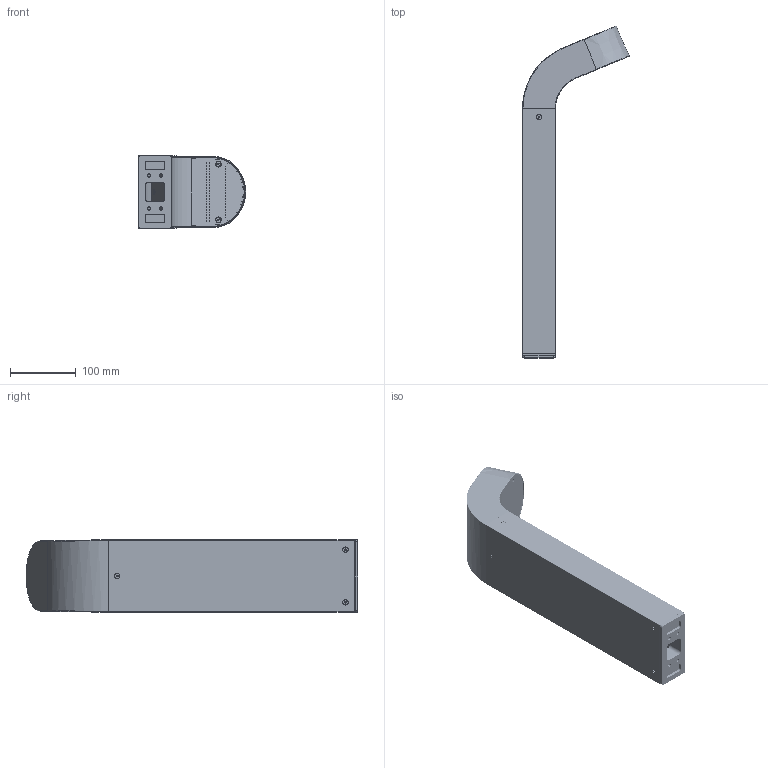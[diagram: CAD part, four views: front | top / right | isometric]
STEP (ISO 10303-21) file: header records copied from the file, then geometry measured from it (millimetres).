
FILE_DESCRIPTION (( 'STEP AP203' ), '1' );
FILE_NAME ('MOLDE_500.STEP', '2024-02-06T07:24:20', ( '' ), ( '' ), 'SwSTEP 2.0', 'SolidWorks 2022', '' );
FILE_SCHEMA (( 'CONFIG_CONTROL_DESIGN' ));
Length unit declared in the file: millimetre
Products named in the file (16): W11_GÓRA_M97_rs_W5 obr; M9780_W11_PODST BET_rs; WKR STOZ IMB M4x_rs_x10; W11_GÓRA KOMP_M97_rs_M9780C_Lumens EDC57C_rs; MOLDE_500; M6_rs; M9780_W11_PODST BET KOM_rs_5[mm]; POD 6,4_rs; W11_KSZT110x50x2_M97_rs_M9750D_Lumens EDC57C_BEZ CZUJ RUCHU_rs; W2_STOPA KOM_M97_rs; W11_SZYBKA_M97_rs_w2; W11_USZCZELKA_M97_rs; W2_STOPA ABS KOM_W11_M97_rs.SLDPRT_w22 bez tulejek z pogrubieniem; W2_STOPA ABS_W11_M97_rs_w22 bez tulejek z pogrubieniem; WKR STOZ IMB M4x_rs_x12; WKR STOZ IMB M4x_rs_x16
Assembly tree (23 placements, depth 4):
  MOLDE_500
    W11_GÓRA KOMP_M97_rs_M9780C_Lumens EDC57C_rs
      W11_GÓRA_M97_rs_W5 obr
      W11_SZYBKA_M97_rs_w2
      WKR STOZ IMB M4x_rs_x16  x2
      W11_USZCZELKA_M97_rs
    W2_STOPA KOM_M97_rs
      W2_STOPA ABS KOM_W11_M97_rs.SLDPRT_w22 bez tulejek z pogrubieniem
        W2_STOPA ABS_W11_M97_rs_w22 bez tulejek z pogrubieniem
    M9780_W11_PODST BET KOM_rs_5[mm]
      M9780_W11_PODST BET_rs
      POD 6,4_rs  x4
    WKR STOZ IMB M4x_rs_x10  x3
    WKR STOZ IMB M4x_rs_x12  x4
    W11_KSZT110x50x2_M97_rs_M9750D_Lumens EDC57C_BEZ CZUJ RUCHU_rs
  M6_rs
Bounding box: 162.84 x 504.68 x 110.61 mm (x, y, z)
Volume: 594494.4 mm3; surface area: 427349.7 mm2
Topology: 19 solids, 19 shells, 1803 faces, 7148 edges, 5323 vertices
Faces by surface type: sphere 1093, plane 271, cylinder 210, cone 133, bspline 59, torus 37
Entity records: 52551 total; most frequent: CARTESIAN_POINT 10368, DIRECTION 9318, ORIENTED_EDGE 7138, AXIS2_PLACEMENT_3D 4310, EDGE_CURVE 3569, VERTEX_POINT 2987, EDGE_LOOP 2750, CIRCLE 2692
